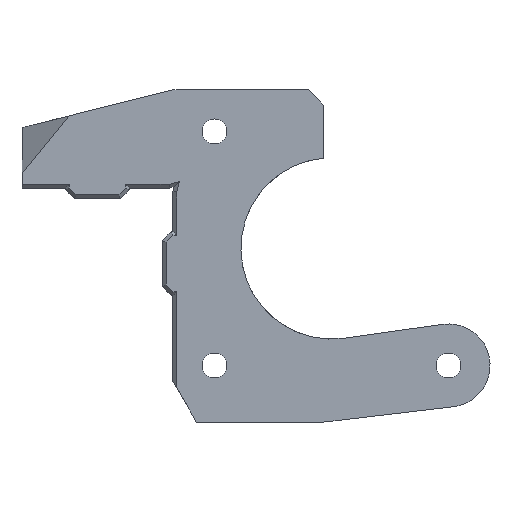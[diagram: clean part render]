
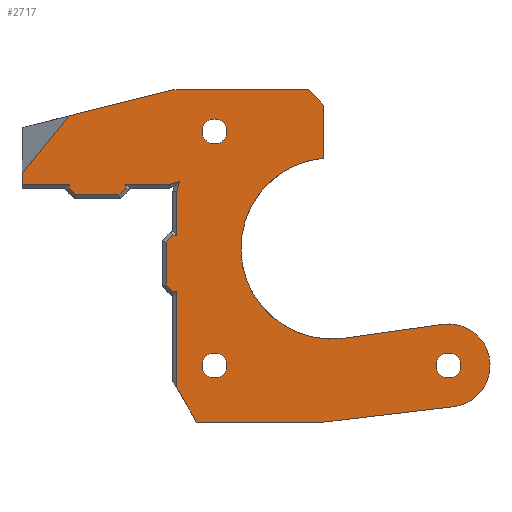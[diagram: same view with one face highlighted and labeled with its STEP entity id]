
A CAD part, front view. The second image highlights one B-rep face of the part: STEP entity #2717.
In plain terms, the highlighted planar face has unit normal (0, -1, 0).
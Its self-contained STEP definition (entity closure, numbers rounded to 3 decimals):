
#20=FACE_BOUND('',#342,.T.);
#21=FACE_BOUND('',#343,.T.);
#22=FACE_BOUND('',#344,.T.);
#42=CIRCLE('',#2914,5.5);
#43=CIRCLE('',#2915,12.);
#44=CIRCLE('',#2916,1.65);
#45=CIRCLE('',#2917,1.65);
#46=CIRCLE('',#2918,1.65);
#179=FACE_OUTER_BOUND('',#341,.T.);
#341=EDGE_LOOP('',(#2065,#2066,#2067,#2068,#2069,#2070,#2071,#2072,#2073,
#2074,#2075,#2076,#2077,#2078,#2079,#2080,#2081,#2082,#2083,#2084,#2085,
#2086,#2087,#2088,#2089,#2090,#2091,#2092));
#342=EDGE_LOOP('',(#2093));
#343=EDGE_LOOP('',(#2094));
#344=EDGE_LOOP('',(#2095));
#591=LINE('',#4105,#929);
#595=LINE('',#4113,#933);
#598=LINE('',#4119,#936);
#599=LINE('',#4121,#937);
#600=LINE('',#4123,#938);
#601=LINE('',#4125,#939);
#602=LINE('',#4127,#940);
#603=LINE('',#4129,#941);
#604=LINE('',#4131,#942);
#605=LINE('',#4133,#943);
#606=LINE('',#4135,#944);
#607=LINE('',#4137,#945);
#608=LINE('',#4139,#946);
#609=LINE('',#4141,#947);
#610=LINE('',#4143,#948);
#611=LINE('',#4145,#949);
#612=LINE('',#4147,#950);
#613=LINE('',#4149,#951);
#614=LINE('',#4151,#952);
#615=LINE('',#4153,#953);
#616=LINE('',#4155,#954);
#617=LINE('',#4157,#955);
#618=LINE('',#4159,#956);
#619=LINE('',#4161,#957);
#620=LINE('',#4163,#958);
#621=LINE('',#4167,#959);
#929=VECTOR('',#3352,10.);
#933=VECTOR('',#3358,10.);
#936=VECTOR('',#3363,10.);
#937=VECTOR('',#3364,10.);
#938=VECTOR('',#3365,10.);
#939=VECTOR('',#3366,10.);
#940=VECTOR('',#3367,10.);
#941=VECTOR('',#3368,10.);
#942=VECTOR('',#3369,10.);
#943=VECTOR('',#3370,10.);
#944=VECTOR('',#3371,10.);
#945=VECTOR('',#3372,10.);
#946=VECTOR('',#3373,10.);
#947=VECTOR('',#3374,10.);
#948=VECTOR('',#3375,10.);
#949=VECTOR('',#3376,10.);
#950=VECTOR('',#3377,10.);
#951=VECTOR('',#3378,10.);
#952=VECTOR('',#3379,10.);
#953=VECTOR('',#3380,10.);
#954=VECTOR('',#3381,10.);
#955=VECTOR('',#3382,10.);
#956=VECTOR('',#3383,10.);
#957=VECTOR('',#3384,10.);
#958=VECTOR('',#3385,10.);
#959=VECTOR('',#3388,10.);
#1221=VERTEX_POINT('',#4103);
#1222=VERTEX_POINT('',#4104);
#1225=VERTEX_POINT('',#4112);
#1227=VERTEX_POINT('',#4118);
#1228=VERTEX_POINT('',#4120);
#1229=VERTEX_POINT('',#4122);
#1230=VERTEX_POINT('',#4124);
#1231=VERTEX_POINT('',#4126);
#1232=VERTEX_POINT('',#4128);
#1233=VERTEX_POINT('',#4130);
#1234=VERTEX_POINT('',#4132);
#1235=VERTEX_POINT('',#4134);
#1236=VERTEX_POINT('',#4136);
#1237=VERTEX_POINT('',#4138);
#1238=VERTEX_POINT('',#4140);
#1239=VERTEX_POINT('',#4142);
#1240=VERTEX_POINT('',#4144);
#1241=VERTEX_POINT('',#4146);
#1242=VERTEX_POINT('',#4148);
#1243=VERTEX_POINT('',#4150);
#1244=VERTEX_POINT('',#4152);
#1245=VERTEX_POINT('',#4154);
#1246=VERTEX_POINT('',#4156);
#1247=VERTEX_POINT('',#4158);
#1248=VERTEX_POINT('',#4160);
#1249=VERTEX_POINT('',#4162);
#1250=VERTEX_POINT('',#4164);
#1251=VERTEX_POINT('',#4166);
#1252=VERTEX_POINT('',#4169);
#1253=VERTEX_POINT('',#4171);
#1254=VERTEX_POINT('',#4173);
#1520=EDGE_CURVE('',#1221,#1222,#591,.T.);
#1524=EDGE_CURVE('',#1225,#1222,#595,.T.);
#1527=EDGE_CURVE('',#1221,#1227,#598,.T.);
#1528=EDGE_CURVE('',#1228,#1227,#599,.T.);
#1529=EDGE_CURVE('',#1228,#1229,#600,.T.);
#1530=EDGE_CURVE('',#1229,#1230,#601,.T.);
#1531=EDGE_CURVE('',#1231,#1230,#602,.T.);
#1532=EDGE_CURVE('',#1232,#1231,#603,.T.);
#1533=EDGE_CURVE('',#1233,#1232,#604,.T.);
#1534=EDGE_CURVE('',#1234,#1233,#605,.T.);
#1535=EDGE_CURVE('',#1235,#1234,#606,.T.);
#1536=EDGE_CURVE('',#1236,#1235,#607,.T.);
#1537=EDGE_CURVE('',#1237,#1236,#608,.T.);
#1538=EDGE_CURVE('',#1238,#1237,#609,.T.);
#1539=EDGE_CURVE('',#1239,#1238,#610,.T.);
#1540=EDGE_CURVE('',#1240,#1239,#611,.T.);
#1541=EDGE_CURVE('',#1241,#1240,#612,.T.);
#1542=EDGE_CURVE('',#1242,#1241,#613,.T.);
#1543=EDGE_CURVE('',#1243,#1242,#614,.T.);
#1544=EDGE_CURVE('',#1244,#1243,#615,.T.);
#1545=EDGE_CURVE('',#1245,#1244,#616,.T.);
#1546=EDGE_CURVE('',#1246,#1245,#617,.T.);
#1547=EDGE_CURVE('',#1246,#1247,#618,.T.);
#1548=EDGE_CURVE('',#1247,#1248,#619,.T.);
#1549=EDGE_CURVE('',#1248,#1249,#620,.T.);
#1550=EDGE_CURVE('',#1249,#1250,#42,.T.);
#1551=EDGE_CURVE('',#1250,#1251,#621,.T.);
#1552=EDGE_CURVE('',#1251,#1225,#43,.T.);
#1553=EDGE_CURVE('',#1252,#1252,#44,.T.);
#1554=EDGE_CURVE('',#1253,#1253,#45,.T.);
#1555=EDGE_CURVE('',#1254,#1254,#46,.T.);
#2065=ORIENTED_EDGE('',*,*,#1520,.F.);
#2066=ORIENTED_EDGE('',*,*,#1527,.T.);
#2067=ORIENTED_EDGE('',*,*,#1528,.F.);
#2068=ORIENTED_EDGE('',*,*,#1529,.T.);
#2069=ORIENTED_EDGE('',*,*,#1530,.T.);
#2070=ORIENTED_EDGE('',*,*,#1531,.F.);
#2071=ORIENTED_EDGE('',*,*,#1532,.F.);
#2072=ORIENTED_EDGE('',*,*,#1533,.F.);
#2073=ORIENTED_EDGE('',*,*,#1534,.F.);
#2074=ORIENTED_EDGE('',*,*,#1535,.F.);
#2075=ORIENTED_EDGE('',*,*,#1536,.F.);
#2076=ORIENTED_EDGE('',*,*,#1537,.F.);
#2077=ORIENTED_EDGE('',*,*,#1538,.F.);
#2078=ORIENTED_EDGE('',*,*,#1539,.F.);
#2079=ORIENTED_EDGE('',*,*,#1540,.F.);
#2080=ORIENTED_EDGE('',*,*,#1541,.F.);
#2081=ORIENTED_EDGE('',*,*,#1542,.F.);
#2082=ORIENTED_EDGE('',*,*,#1543,.F.);
#2083=ORIENTED_EDGE('',*,*,#1544,.F.);
#2084=ORIENTED_EDGE('',*,*,#1545,.F.);
#2085=ORIENTED_EDGE('',*,*,#1546,.F.);
#2086=ORIENTED_EDGE('',*,*,#1547,.T.);
#2087=ORIENTED_EDGE('',*,*,#1548,.T.);
#2088=ORIENTED_EDGE('',*,*,#1549,.T.);
#2089=ORIENTED_EDGE('',*,*,#1550,.T.);
#2090=ORIENTED_EDGE('',*,*,#1551,.T.);
#2091=ORIENTED_EDGE('',*,*,#1552,.T.);
#2092=ORIENTED_EDGE('',*,*,#1524,.T.);
#2093=ORIENTED_EDGE('',*,*,#1553,.F.);
#2094=ORIENTED_EDGE('',*,*,#1554,.F.);
#2095=ORIENTED_EDGE('',*,*,#1555,.F.);
#2569=PLANE('',#2913);
#2717=ADVANCED_FACE('',(#179,#20,#21,#22),#2569,.F.);
#2913=AXIS2_PLACEMENT_3D('',#4117,#3361,#3362);
#2914=AXIS2_PLACEMENT_3D('',#4165,#3386,#3387);
#2915=AXIS2_PLACEMENT_3D('',#4168,#3389,#3390);
#2916=AXIS2_PLACEMENT_3D('',#4170,#3391,#3392);
#2917=AXIS2_PLACEMENT_3D('',#4172,#3393,#3394);
#2918=AXIS2_PLACEMENT_3D('',#4174,#3395,#3396);
#3352=DIRECTION('',(0.707,0.,-0.707));
#3358=DIRECTION('',(0.,0.,1.));
#3361=DIRECTION('center_axis',(0.,1.,0.));
#3362=DIRECTION('ref_axis',(1.,0.,0.));
#3363=DIRECTION('',(-1.,0.,0.));
#3364=DIRECTION('',(0.97,0.,0.243));
#3365=DIRECTION('',(-0.632,0.,-0.775));
#3366=DIRECTION('',(0.,0.,-1.));
#3367=DIRECTION('',(-1.,0.,0.));
#3368=DIRECTION('',(0.,0.,1.));
#3369=DIRECTION('',(-0.707,0.,0.707));
#3370=DIRECTION('',(-1.,0.,0.));
#3371=DIRECTION('',(-0.707,0.,-0.707));
#3372=DIRECTION('',(0.,0.,-1.));
#3373=DIRECTION('',(-1.,0.,0.));
#3374=DIRECTION('',(-0.968,0.,-0.253));
#3375=DIRECTION('',(0.253,0.,0.968));
#3376=DIRECTION('',(0.,0.,1.));
#3377=DIRECTION('',(1.,0.,0.));
#3378=DIRECTION('',(0.707,0.,0.707));
#3379=DIRECTION('',(0.,0.,1.));
#3380=DIRECTION('',(-0.707,0.,0.707));
#3381=DIRECTION('',(-1.,0.,0.));
#3382=DIRECTION('',(0.,0.,1.));
#3383=DIRECTION('',(0.5,0.,-0.866));
#3384=DIRECTION('',(1.,0.,0.));
#3385=DIRECTION('',(0.993,0.,0.118));
#3386=DIRECTION('center_axis',(0.,-1.,0.));
#3387=DIRECTION('ref_axis',(-0.139,0.,0.99));
#3388=DIRECTION('',(-0.99,0.,-0.139));
#3389=DIRECTION('center_axis',(0.,1.,0.));
#3390=DIRECTION('ref_axis',(0.139,0.,-0.99));
#3391=DIRECTION('center_axis',(0.,-1.,0.));
#3392=DIRECTION('ref_axis',(1.,0.,0.));
#3393=DIRECTION('center_axis',(0.,-1.,0.));
#3394=DIRECTION('ref_axis',(1.,0.,0.));
#3395=DIRECTION('center_axis',(0.,-1.,0.));
#3396=DIRECTION('ref_axis',(1.,0.,0.));
#4103=CARTESIAN_POINT('',(12.5,-8.,36.5));
#4104=CARTESIAN_POINT('',(14.5,-8.,34.5));
#4105=CARTESIAN_POINT('',(16.75,-8.,32.25));
#4112=CARTESIAN_POINT('',(14.5,-8.,27.458));
#4113=CARTESIAN_POINT('',(14.5,-8.,27.458));
#4117=CARTESIAN_POINT('Origin',(5.5,-8.,14.5));
#4118=CARTESIAN_POINT('',(-5.5,-8.,36.5));
#4119=CARTESIAN_POINT('',(-25.5,-8.,36.5));
#4120=CARTESIAN_POINT('',(-19.321,-8.,33.045));
#4121=CARTESIAN_POINT('',(-7.912,-8.,35.897));
#4122=CARTESIAN_POINT('',(-25.5,-8.,25.477));
#4123=CARTESIAN_POINT('',(-20.431,-8.,31.685));
#4124=CARTESIAN_POINT('',(-25.5,-8.,24.));
#4125=CARTESIAN_POINT('',(-25.5,-8.,23.5));
#4126=CARTESIAN_POINT('',(-19.225,-8.,24.));
#4127=CARTESIAN_POINT('',(-10.,-8.,24.));
#4128=CARTESIAN_POINT('',(-19.225,-8.,23.482));
#4129=CARTESIAN_POINT('',(-19.225,-8.,19.));
#4130=CARTESIAN_POINT('',(-18.343,-8.,22.6));
#4131=CARTESIAN_POINT('',(-10.871,-8.,15.129));
#4132=CARTESIAN_POINT('',(-12.657,-8.,22.6));
#4133=CARTESIAN_POINT('',(-6.525,-8.,22.6));
#4134=CARTESIAN_POINT('',(-11.775,-8.,23.482));
#4135=CARTESIAN_POINT('',(-10.216,-8.,25.041));
#4136=CARTESIAN_POINT('',(-11.775,-8.,24.));
#4137=CARTESIAN_POINT('',(-11.775,-8.,18.888));
#4138=CARTESIAN_POINT('',(-6.014,-8.,24.));
#4139=CARTESIAN_POINT('',(-2.888,-8.,24.));
#4140=CARTESIAN_POINT('',(-4.641,-8.,24.359));
#4141=CARTESIAN_POINT('',(-1.513,-8.,25.176));
#4142=CARTESIAN_POINT('',(-5.,-8.,22.986));
#4143=CARTESIAN_POINT('',(-5.71,-8.,20.267));
#4144=CARTESIAN_POINT('',(-5.,-8.,17.225));
#4145=CARTESIAN_POINT('',(-5.,-8.,19.));
#4146=CARTESIAN_POINT('',(-5.518,-8.,17.225));
#4147=CARTESIAN_POINT('',(0.,-8.,17.225));
#4148=CARTESIAN_POINT('',(-6.4,-8.,16.343));
#4149=CARTESIAN_POINT('',(-3.371,-8.,19.371));
#4150=CARTESIAN_POINT('',(-6.4,-8.,10.657));
#4151=CARTESIAN_POINT('',(-6.4,-8.,15.525));
#4152=CARTESIAN_POINT('',(-5.518,-8.,9.775));
#4153=CARTESIAN_POINT('',(-4.459,-8.,8.716));
#4154=CARTESIAN_POINT('',(-5.,-8.,9.775));
#4155=CARTESIAN_POINT('',(-0.112,-8.,9.775));
#4156=CARTESIAN_POINT('',(-5.,-8.,-2.966));
#4157=CARTESIAN_POINT('',(-5.,-8.,11.888));
#4158=CARTESIAN_POINT('',(-2.382,-8.,-7.5));
#4159=CARTESIAN_POINT('',(-2.382,-8.,-7.5));
#4160=CARTESIAN_POINT('',(14.5,-8.,-7.5));
#4161=CARTESIAN_POINT('',(-5.5,-8.,-7.5));
#4162=CARTESIAN_POINT('',(31.649,-8.,-5.462));
#4163=CARTESIAN_POINT('',(31.649,-8.,-5.462));
#4164=CARTESIAN_POINT('',(30.237,-8.,5.447));
#4165=CARTESIAN_POINT('Origin',(31.,-8.,0.));
#4166=CARTESIAN_POINT('',(17.164,-8.,3.616));
#4167=CARTESIAN_POINT('',(17.164,-8.,3.616));
#4168=CARTESIAN_POINT('Origin',(15.5,-8.,15.5));
#4169=CARTESIAN_POINT('',(29.35,-8.,0.));
#4170=CARTESIAN_POINT('Origin',(31.,-8.,0.));
#4171=CARTESIAN_POINT('',(-1.65,-8.,31.));
#4172=CARTESIAN_POINT('Origin',(0.,-8.,31.));
#4173=CARTESIAN_POINT('',(-1.65,-8.,0.));
#4174=CARTESIAN_POINT('Origin',(0.,-8.,0.));
